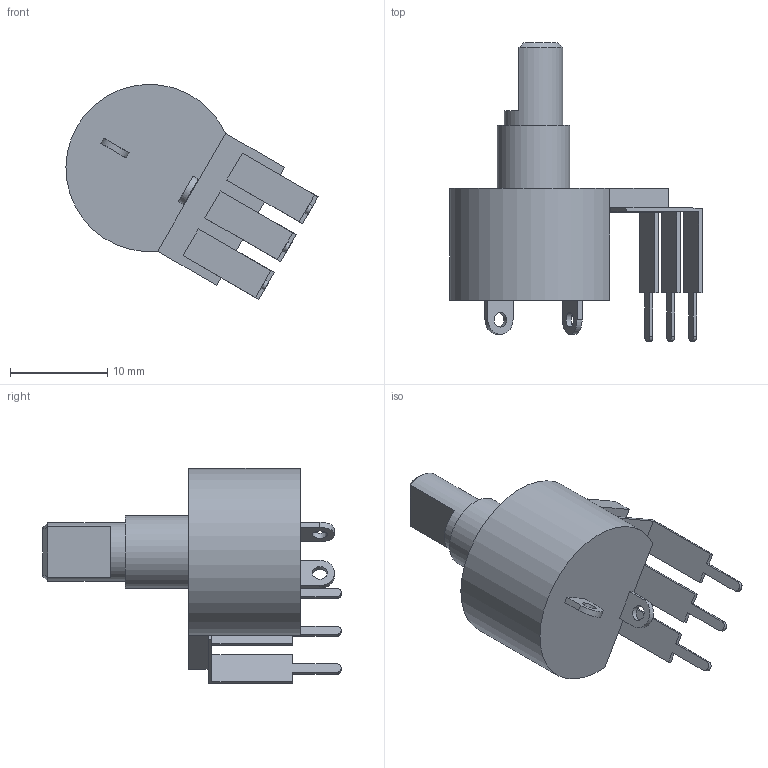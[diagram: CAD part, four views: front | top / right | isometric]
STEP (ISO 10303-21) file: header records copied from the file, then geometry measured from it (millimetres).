
FILE_DESCRIPTION(/* description */ ('STEP AP203'),/* implementation_level */ '2;1');
FILE_NAME(/* name */ 'Pot_With_Switch.stp',/* time_stamp */ '2021-05-20T10:46:49+03:00',/* author */ ('VB'),/* organization */ (''),/* preprocessor_version */ 'ST-DEVELOPER v18',/* originating_system */ 'Autodesk Inventor 2020',/* authorisation */ '');
FILE_SCHEMA (('AUTOMOTIVE_DESIGN { 1 0 10303 214 3 1 1 }'));
Length unit declared in the file: millimetre
Products named in the file (3): сборка; ELS1-CASE08-WIFI Ïå÷àòíàÿ ïëà
òà óïðàâëåíèÿ_Splendor
e XP ­®¢ ï; ïîòåíöèîìåòð^ELS1-CAS
E08-WIFI Ïå÷àòíàÿ ïëàò
à óïðàâëåíèÿ
Assembly tree (2 placements, depth 3):
  сборка
    ELS1-CASE08-WIFI Ïå÷àòíàÿ ïëà
òà óïðàâëåíèÿ_Splendor
e XP ­®¢ ï
      ïîòåíöèîìåòð^ELS1-CAS
E08-WIFI Ïå÷àòíàÿ ïëàò
à óïðàâëåíèÿ
Bounding box: 25.94 x 30.7 x 22.13 mm (x, y, z)
Volume: 3030.3 mm3; surface area: 1978.4 mm2
Topology: 4 solids, 4 shells, 64 faces, 159 edges, 107 vertices
Faces by surface type: plane 53, cylinder 10, cone 1
Full cylindrical faces by diameter (mm): 1.5 x2, 6 x1, 7.5 x1
Entity records: 1993 total; most frequent: CARTESIAN_POINT 339, DIRECTION 325, ORIENTED_EDGE 318, EDGE_CURVE 159, LINE 127, VECTOR 127, VERTEX_POINT 107, AXIS2_PLACEMENT_3D 99
